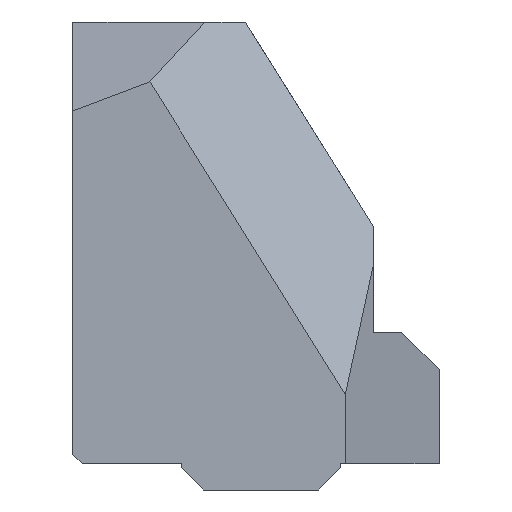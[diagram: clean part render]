
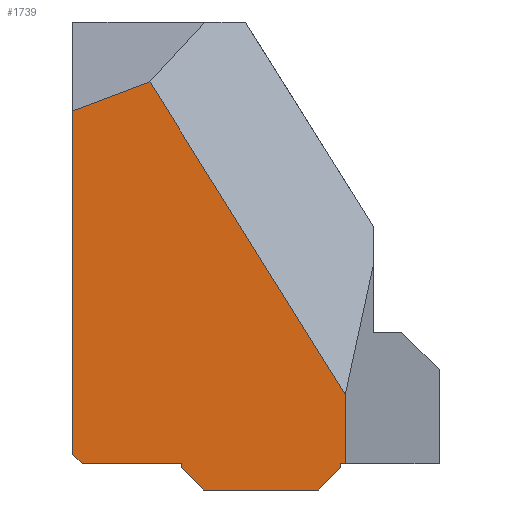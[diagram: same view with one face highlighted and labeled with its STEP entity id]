
A CAD part, left-side view. The second image highlights one B-rep face of the part: STEP entity #1739.
In plain terms, the highlighted planar face has unit normal (-1, 0, 0).
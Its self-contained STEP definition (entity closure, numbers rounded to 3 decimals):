
#123=FACE_OUTER_BOUND('',#227,.T.);
#227=EDGE_LOOP('',(#1372,#1373,#1374,#1375,#1376,#1377,#1378,#1379,#1380,
#1381,#1382,#1383));
#291=LINE('',#2416,#505);
#339=LINE('',#2538,#553);
#342=LINE('',#2544,#556);
#386=LINE('',#2751,#600);
#388=LINE('',#2755,#602);
#397=LINE('',#2773,#611);
#408=LINE('',#2792,#622);
#410=LINE('',#2796,#624);
#411=LINE('',#2798,#625);
#412=LINE('',#2800,#626);
#413=LINE('',#2802,#627);
#414=LINE('',#2803,#628);
#505=VECTOR('',#1963,10.);
#553=VECTOR('',#2075,10.);
#556=VECTOR('',#2080,10.);
#600=VECTOR('',#2152,10.);
#602=VECTOR('',#2156,10.);
#611=VECTOR('',#2171,10.);
#622=VECTOR('',#2190,10.);
#624=VECTOR('',#2194,10.);
#625=VECTOR('',#2195,10.);
#626=VECTOR('',#2196,10.);
#627=VECTOR('',#2197,10.);
#628=VECTOR('',#2198,10.);
#717=VERTEX_POINT('',#2412);
#719=VERTEX_POINT('',#2415);
#761=VERTEX_POINT('',#2536);
#763=VERTEX_POINT('',#2542);
#805=VERTEX_POINT('',#2750);
#806=VERTEX_POINT('',#2754);
#812=VERTEX_POINT('',#2772);
#816=VERTEX_POINT('',#2791);
#817=VERTEX_POINT('',#2795);
#818=VERTEX_POINT('',#2797);
#819=VERTEX_POINT('',#2799);
#820=VERTEX_POINT('',#2801);
#885=EDGE_CURVE('',#717,#719,#291,.T.);
#945=EDGE_CURVE('',#761,#717,#339,.T.);
#948=EDGE_CURVE('',#763,#761,#342,.T.);
#1004=EDGE_CURVE('',#805,#719,#386,.T.);
#1006=EDGE_CURVE('',#805,#806,#388,.T.);
#1015=EDGE_CURVE('',#806,#812,#397,.T.);
#1026=EDGE_CURVE('',#812,#816,#408,.T.);
#1028=EDGE_CURVE('',#817,#763,#410,.T.);
#1029=EDGE_CURVE('',#818,#817,#411,.T.);
#1030=EDGE_CURVE('',#819,#818,#412,.T.);
#1031=EDGE_CURVE('',#820,#819,#413,.T.);
#1032=EDGE_CURVE('',#816,#820,#414,.T.);
#1372=ORIENTED_EDGE('',*,*,#945,.F.);
#1373=ORIENTED_EDGE('',*,*,#948,.F.);
#1374=ORIENTED_EDGE('',*,*,#1028,.F.);
#1375=ORIENTED_EDGE('',*,*,#1029,.F.);
#1376=ORIENTED_EDGE('',*,*,#1030,.F.);
#1377=ORIENTED_EDGE('',*,*,#1031,.F.);
#1378=ORIENTED_EDGE('',*,*,#1032,.F.);
#1379=ORIENTED_EDGE('',*,*,#1026,.F.);
#1380=ORIENTED_EDGE('',*,*,#1015,.F.);
#1381=ORIENTED_EDGE('',*,*,#1006,.F.);
#1382=ORIENTED_EDGE('',*,*,#1004,.T.);
#1383=ORIENTED_EDGE('',*,*,#885,.F.);
#1643=PLANE('',#1873);
#1739=ADVANCED_FACE('',(#123),#1643,.T.);
#1873=AXIS2_PLACEMENT_3D('',#2794,#2192,#2193);
#1963=DIRECTION('',(0.,0.,1.));
#2075=DIRECTION('',(0.,0.707,0.707));
#2080=DIRECTION('',(0.,1.,0.));
#2152=DIRECTION('',(0.,0.935,-0.354));
#2156=DIRECTION('',(0.,-0.53,-0.848));
#2171=DIRECTION('',(0.,0.,-1.));
#2190=DIRECTION('',(0.,1.,0.));
#2192=DIRECTION('center_axis',(-1.,0.,0.));
#2193=DIRECTION('ref_axis',(0.,1.,0.));
#2194=DIRECTION('',(0.,0.,1.));
#2195=DIRECTION('',(0.,0.707,0.707));
#2196=DIRECTION('',(0.,1.,0.));
#2197=DIRECTION('',(0.,0.707,-0.707));
#2198=DIRECTION('',(0.,0.,-1.));
#2412=CARTESIAN_POINT('',(0.,19.5,-4.5));
#2415=CARTESIAN_POINT('',(0.,19.5,13.758));
#2416=CARTESIAN_POINT('',(0.,19.5,0.));
#2536=CARTESIAN_POINT('',(0.,19.,-5.));
#2538=CARTESIAN_POINT('',(0.,15.625,-8.375));
#2542=CARTESIAN_POINT('',(0.,13.725,-5.));
#2544=CARTESIAN_POINT('',(0.,0.,-5.));
#2750=CARTESIAN_POINT('',(0.,15.397,15.313));
#2751=CARTESIAN_POINT('',(0.,9.466,17.56));
#2754=CARTESIAN_POINT('',(0.,5.,-1.321));
#2755=CARTESIAN_POINT('',(0.,8.388,4.1));
#2772=CARTESIAN_POINT('',(0.,5.,-5.));
#2773=CARTESIAN_POINT('',(0.,5.,0.));
#2791=CARTESIAN_POINT('',(0.,5.275,-5.));
#2792=CARTESIAN_POINT('',(0.,0.,-5.));
#2794=CARTESIAN_POINT('Origin',(0.,0.,0.));
#2795=CARTESIAN_POINT('',(0.,13.725,-5.225));
#2796=CARTESIAN_POINT('',(0.,13.725,-5.35));
#2797=CARTESIAN_POINT('',(0.,12.55,-6.4));
#2798=CARTESIAN_POINT('',(0.,12.55,-6.4));
#2799=CARTESIAN_POINT('',(0.,6.45,-6.4));
#2800=CARTESIAN_POINT('',(0.,11.025,-6.4));
#2801=CARTESIAN_POINT('',(0.,5.275,-5.225));
#2802=CARTESIAN_POINT('',(0.,7.037,-6.988));
#2803=CARTESIAN_POINT('',(0.,5.275,-5.463));
